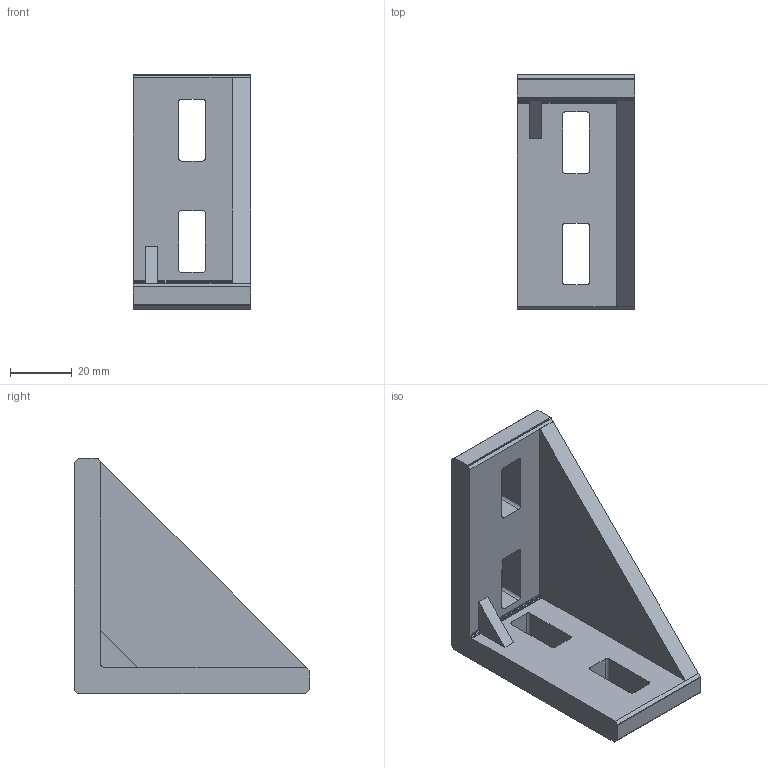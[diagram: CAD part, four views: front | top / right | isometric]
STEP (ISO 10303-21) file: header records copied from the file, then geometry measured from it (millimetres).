
FILE_DESCRIPTION(('STEP AP214'),'1');
FILE_NAME('cctmp_55AA7236-6DB7-46D4-BCDB-C296B780DCAD_2020_1_13_12_1_40_921..stp','2020-01-13T11:01:40',('Bosch Rexroth AG'),('CADClick - www.CADClick.com'),'Spatial InterOp 3D',' ','unknown authorization - (Healing Option Enabled)');
FILE_SCHEMA(('AUTOMOTIVE_DESIGN'));
Length unit declared in the file: millimetre
Products named in the file (1): 2020_01_13__12-01-40-921
Bounding box: 38 x 76 x 76 mm (x, y, z)
Volume: 53880 mm3; surface area: 18648 mm2
Topology: 1 solids, 1 shells, 75 faces, 217 edges, 144 vertices
Faces by surface type: plane 53, cylinder 22
Entity records: 3099 total; most frequent: CARTESIAN_POINT 437, ORIENTED_EDGE 434, DIRECTION 413, EDGE_CURVE 217, LINE 173, VECTOR 173, VERTEX_POINT 144, AXIS2_PLACEMENT_3D 120
